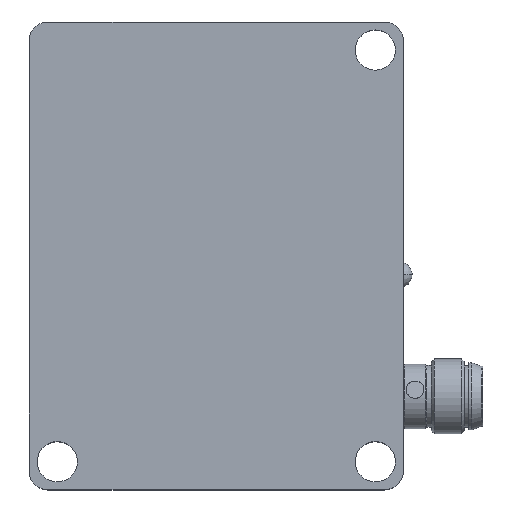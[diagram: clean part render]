
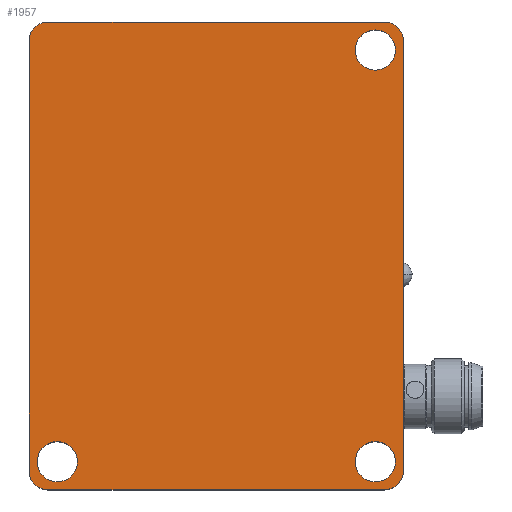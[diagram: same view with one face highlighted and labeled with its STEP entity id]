
A CAD part, top view. The second image highlights one B-rep face of the part: STEP entity #1957.
In plain terms, the highlighted planar face has unit normal (0, 0, 1).
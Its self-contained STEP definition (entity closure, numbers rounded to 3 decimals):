
#71=LINE('',#3538,#160);
#79=LINE('',#3557,#168);
#84=LINE('',#3581,#173);
#88=LINE('',#3596,#177);
#160=VECTOR('',#2662,46.);
#168=VECTOR('',#2676,46.);
#173=VECTOR('',#2703,36.);
#177=VECTOR('',#2721,36.);
#278=PLANE('',#2200);
#345=FACE_BOUND('',#637,.T.);
#346=FACE_BOUND('',#638,.T.);
#347=FACE_BOUND('',#639,.T.);
#457=FACE_OUTER_BOUND('',#636,.T.);
#636=EDGE_LOOP('',(#1569,#1570,#1571,#1572,#1573,#1574,#1575,#1576));
#637=EDGE_LOOP('',(#1577));
#638=EDGE_LOOP('',(#1578));
#639=EDGE_LOOP('',(#1579));
#768=CIRCLE('',#2185,2.15);
#769=CIRCLE('',#2187,2.15);
#770=CIRCLE('',#2189,2.15);
#771=CIRCLE('',#2191,2.);
#774=CIRCLE('',#2196,2.);
#775=CIRCLE('',#2198,2.);
#776=CIRCLE('',#2201,2.);
#911=VERTEX_POINT('',#3535);
#912=VERTEX_POINT('',#3537);
#919=VERTEX_POINT('',#3554);
#920=VERTEX_POINT('',#3556);
#924=VERTEX_POINT('',#3566);
#925=VERTEX_POINT('',#3569);
#926=VERTEX_POINT('',#3572);
#927=VERTEX_POINT('',#3575);
#928=VERTEX_POINT('',#3579);
#931=VERTEX_POINT('',#3589);
#932=VERTEX_POINT('',#3594);
#1127=EDGE_CURVE('',#911,#912,#71,.T.);
#1137=EDGE_CURVE('',#919,#920,#79,.T.);
#1142=EDGE_CURVE('',#924,#924,#768,.T.);
#1143=EDGE_CURVE('',#925,#925,#769,.T.);
#1144=EDGE_CURVE('',#926,#926,#770,.T.);
#1145=EDGE_CURVE('',#912,#927,#771,.T.);
#1148=EDGE_CURVE('',#927,#928,#84,.T.);
#1151=EDGE_CURVE('',#928,#919,#774,.T.);
#1152=EDGE_CURVE('',#920,#931,#775,.T.);
#1156=EDGE_CURVE('',#931,#932,#88,.T.);
#1157=EDGE_CURVE('',#932,#911,#776,.T.);
#1569=ORIENTED_EDGE('',*,*,#1157,.F.);
#1570=ORIENTED_EDGE('',*,*,#1156,.F.);
#1571=ORIENTED_EDGE('',*,*,#1152,.F.);
#1572=ORIENTED_EDGE('',*,*,#1137,.F.);
#1573=ORIENTED_EDGE('',*,*,#1151,.F.);
#1574=ORIENTED_EDGE('',*,*,#1148,.F.);
#1575=ORIENTED_EDGE('',*,*,#1145,.F.);
#1576=ORIENTED_EDGE('',*,*,#1127,.F.);
#1577=ORIENTED_EDGE('',*,*,#1144,.T.);
#1578=ORIENTED_EDGE('',*,*,#1143,.T.);
#1579=ORIENTED_EDGE('',*,*,#1142,.T.);
#1957=ADVANCED_FACE('',(#457,#345,#346,#347),#278,.T.);
#2185=AXIS2_PLACEMENT_3D('',#3567,#2685,#2686);
#2187=AXIS2_PLACEMENT_3D('',#3570,#2689,#2690);
#2189=AXIS2_PLACEMENT_3D('',#3573,#2693,#2694);
#2191=AXIS2_PLACEMENT_3D('',#3576,#2697,#2698);
#2196=AXIS2_PLACEMENT_3D('',#3587,#2710,#2711);
#2198=AXIS2_PLACEMENT_3D('',#3590,#2714,#2715);
#2200=AXIS2_PLACEMENT_3D('',#3597,#2722,#2723);
#2201=AXIS2_PLACEMENT_3D('',#3598,#2724,#2725);
#2662=DIRECTION('',(0.,-1.,0.));
#2676=DIRECTION('',(0.,1.,0.));
#2685=DIRECTION('center_axis',(0.,0.,-1.));
#2686=DIRECTION('ref_axis',(-1.,0.,0.));
#2689=DIRECTION('center_axis',(0.,0.,-1.));
#2690=DIRECTION('ref_axis',(-1.,0.,0.));
#2693=DIRECTION('center_axis',(0.,0.,-1.));
#2694=DIRECTION('ref_axis',(-1.,0.,0.));
#2697=DIRECTION('center_axis',(0.,0.,-1.));
#2698=DIRECTION('ref_axis',(0.707,-0.707,0.));
#2703=DIRECTION('',(-1.,0.,0.));
#2710=DIRECTION('center_axis',(0.,0.,-1.));
#2711=DIRECTION('ref_axis',(-0.707,-0.707,0.));
#2714=DIRECTION('center_axis',(0.,0.,-1.));
#2715=DIRECTION('ref_axis',(-0.707,0.707,0.));
#2721=DIRECTION('',(1.,0.,0.));
#2722=DIRECTION('center_axis',(0.,0.,1.));
#2723=DIRECTION('ref_axis',(1.,0.,0.));
#2724=DIRECTION('center_axis',(0.,0.,-1.));
#2725=DIRECTION('ref_axis',(0.707,0.707,0.));
#3535=CARTESIAN_POINT('',(40.,48.,15.));
#3537=CARTESIAN_POINT('',(40.,2.,15.));
#3538=CARTESIAN_POINT('',(40.,0.,15.));
#3554=CARTESIAN_POINT('',(0.,2.,15.));
#3556=CARTESIAN_POINT('',(0.,48.,15.));
#3557=CARTESIAN_POINT('',(0.,50.,15.));
#3566=CARTESIAN_POINT('',(39.15,47.,15.));
#3567=CARTESIAN_POINT('Origin',(37.,47.,15.));
#3569=CARTESIAN_POINT('',(5.15,3.,15.));
#3570=CARTESIAN_POINT('Origin',(3.,3.,15.));
#3572=CARTESIAN_POINT('',(39.15,3.,15.));
#3573=CARTESIAN_POINT('Origin',(37.,3.,15.));
#3575=CARTESIAN_POINT('',(38.,0.,15.));
#3576=CARTESIAN_POINT('Origin',(38.,2.,15.));
#3579=CARTESIAN_POINT('',(2.,0.,15.));
#3581=CARTESIAN_POINT('',(0.,0.,15.));
#3587=CARTESIAN_POINT('Origin',(2.,2.,15.));
#3589=CARTESIAN_POINT('',(2.,50.,15.));
#3590=CARTESIAN_POINT('Origin',(2.,48.,15.));
#3594=CARTESIAN_POINT('',(38.,50.,15.));
#3596=CARTESIAN_POINT('',(40.,50.,15.));
#3597=CARTESIAN_POINT('Origin',(20.,25.,15.));
#3598=CARTESIAN_POINT('Origin',(38.,48.,15.));
